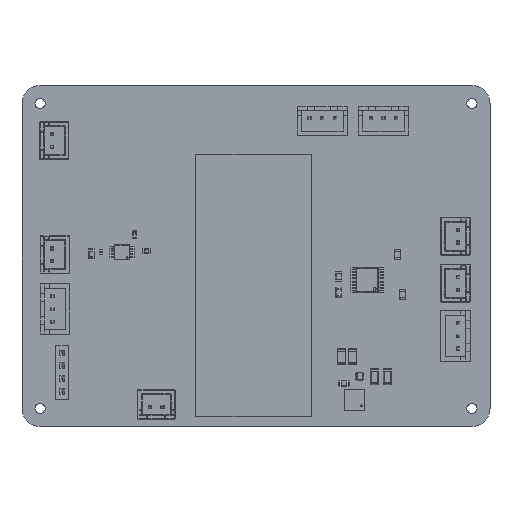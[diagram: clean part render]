
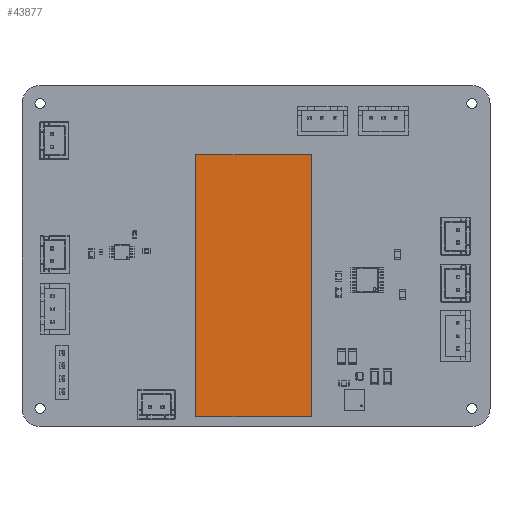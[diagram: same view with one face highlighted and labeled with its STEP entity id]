
A CAD part, top view. The second image highlights one B-rep face of the part: STEP entity #43877.
In plain terms, the highlighted planar face has unit normal (0, 0, 1).
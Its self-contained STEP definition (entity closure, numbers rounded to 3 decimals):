
#43748 = VERTEX_POINT('',#43749);
#43749 = CARTESIAN_POINT('',(-6.75,21.56,8.));
#43755 = EDGE_CURVE('',#43748,#43756,#43758,.T.);
#43756 = VERTEX_POINT('',#43757);
#43757 = CARTESIAN_POINT('',(44.85,21.56,8.));
#43758 = LINE('',#43759,#43760);
#43759 = CARTESIAN_POINT('',(-6.75,21.56,8.));
#43760 = VECTOR('',#43761,1.);
#43761 = DIRECTION('',(1.,0.,0.));
#43786 = EDGE_CURVE('',#43756,#43787,#43789,.T.);
#43787 = VERTEX_POINT('',#43788);
#43788 = CARTESIAN_POINT('',(44.85,-1.24,8.));
#43789 = LINE('',#43790,#43791);
#43790 = CARTESIAN_POINT('',(44.85,21.56,8.));
#43791 = VECTOR('',#43792,1.);
#43792 = DIRECTION('',(0.,-1.,0.));
#43817 = EDGE_CURVE('',#43787,#43818,#43820,.T.);
#43818 = VERTEX_POINT('',#43819);
#43819 = CARTESIAN_POINT('',(-6.75,-1.24,8.));
#43820 = LINE('',#43821,#43822);
#43821 = CARTESIAN_POINT('',(44.85,-1.24,8.));
#43822 = VECTOR('',#43823,1.);
#43823 = DIRECTION('',(-1.,0.,0.));
#43848 = EDGE_CURVE('',#43818,#43748,#43849,.T.);
#43849 = LINE('',#43850,#43851);
#43850 = CARTESIAN_POINT('',(-6.75,-1.24,8.));
#43851 = VECTOR('',#43852,1.);
#43852 = DIRECTION('',(0.,1.,0.));
#43877 = ADVANCED_FACE('',(#43878),#43884,.F.);
#43878 = FACE_BOUND('',#43879,.F.);
#43879 = EDGE_LOOP('',(#43880,#43881,#43882,#43883));
#43880 = ORIENTED_EDGE('',*,*,#43755,.T.);
#43881 = ORIENTED_EDGE('',*,*,#43786,.T.);
#43882 = ORIENTED_EDGE('',*,*,#43817,.T.);
#43883 = ORIENTED_EDGE('',*,*,#43848,.T.);
#43884 = PLANE('',#43885);
#43885 = AXIS2_PLACEMENT_3D('',#43886,#43887,#43888);
#43886 = CARTESIAN_POINT('',(19.05,10.16,8.));
#43887 = DIRECTION('',(0.,0.,-1.));
#43888 = DIRECTION('',(0.,-1.,0.));
